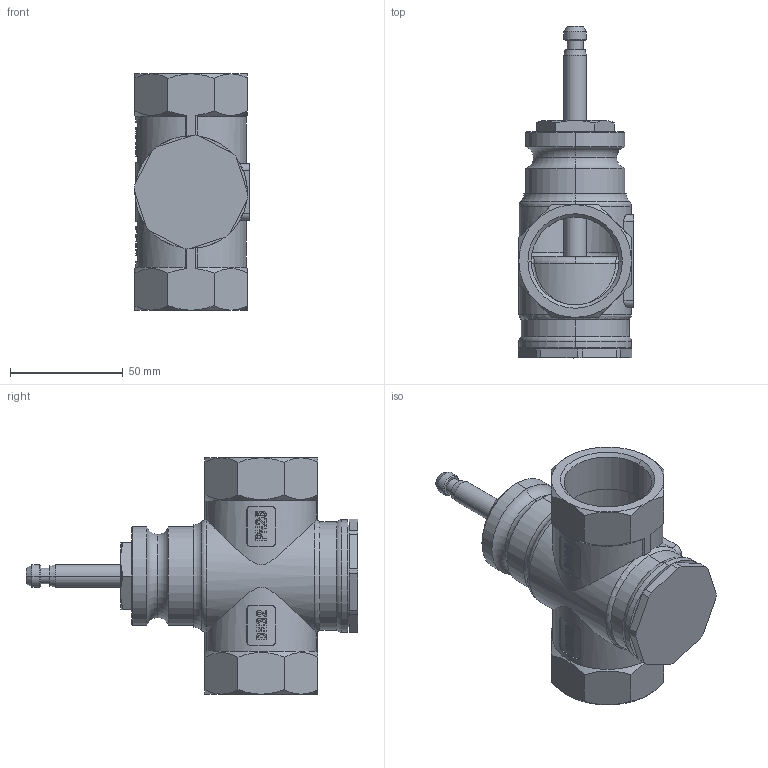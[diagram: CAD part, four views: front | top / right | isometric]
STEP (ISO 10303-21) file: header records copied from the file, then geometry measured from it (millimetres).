
FILE_DESCRIPTION((''),'2;1');
FILE_NAME('VRB-2R-065Z0238R-DN32_SW0001','2023-04-18T14:04:29',('phili'),(''),'CREO PARAMETRIC BY PTC INC, 2019010','CREO PARAMETRIC BY PTC INC, 2019010','');
FILE_SCHEMA(('CONFIG_CONTROL_DESIGN'));
Length unit declared in the file: millimetre
Products named in the file (1): VRB-2R-065Z0238R-DN32_SW0001
Bounding box: 51.23 x 147.46 x 105 mm (x, y, z)
Surface area: 60996.7 mm2 (no closed solid volume)
Topology: 0 solids, 22 shells, 297 faces, 1281 edges, 1011 vertices
Faces by surface type: cylinder 111, plane 75, cone 50, bspline 33, torus 28
Entity records: 20376 total; most frequent: CARTESIAN_POINT 10971, ORIENTED_EDGE 1937, DIRECTION 1615, EDGE_CURVE 1279, VERTEX_POINT 1011, AXIS2_PLACEMENT_3D 649, B_SPLINE_CURVE_WITH_KNOTS 577, CIRCLE 385
